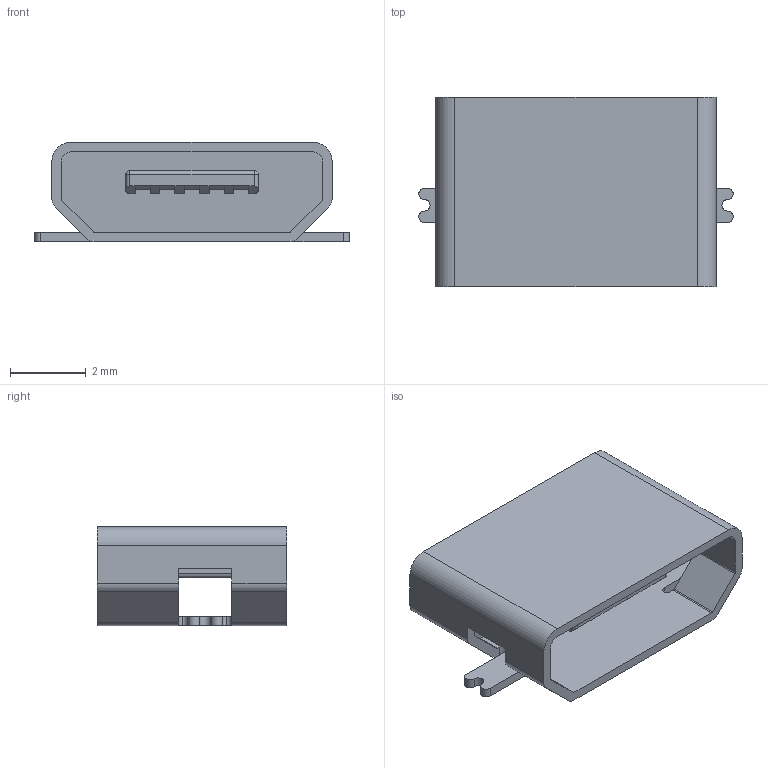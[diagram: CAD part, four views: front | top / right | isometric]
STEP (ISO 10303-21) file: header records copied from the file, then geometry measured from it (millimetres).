
FILE_DESCRIPTION(/* description */ ('Micro USB B Receptable. License: CC BY-SA 4.0.'),/* implementation_level */ '2;1');
FILE_NAME(/* name */ 'bp_connectors.3dshapes/Micro_USB_B_Recep.step',/* time_stamp */ '2020-06-26T18:21:50+02:00',/* author */ ('HSBallina'),/* organization */ ('Bad Pixel'),/* preprocessor_version */ 'ST-DEVELOPER v18.1',/* originating_system */ 'Autodesk Translation Framework v9.3.0.1241',/* authorisation */ '');
FILE_SCHEMA (('AUTOMOTIVE_DESIGN { 1 0 10303 214 3 1 1 }'));
Length unit declared in the file: millimetre
Products named in the file (1): Micro USB B
Bounding box: 8.31 x 5 x 2.62 mm (x, y, z)
Volume: 47.5 mm3; surface area: 286.2 mm2
Topology: 7 solids, 7 shells, 196 faces, 540 edges, 354 vertices
Faces by surface type: plane 127, cylinder 67, sphere 2
Entity records: 6274 total; most frequent: CARTESIAN_POINT 1091, ORIENTED_EDGE 1080, DIRECTION 1068, EDGE_CURVE 540, LINE 406, VECTOR 406, VERTEX_POINT 354, AXIS2_PLACEMENT_3D 331
